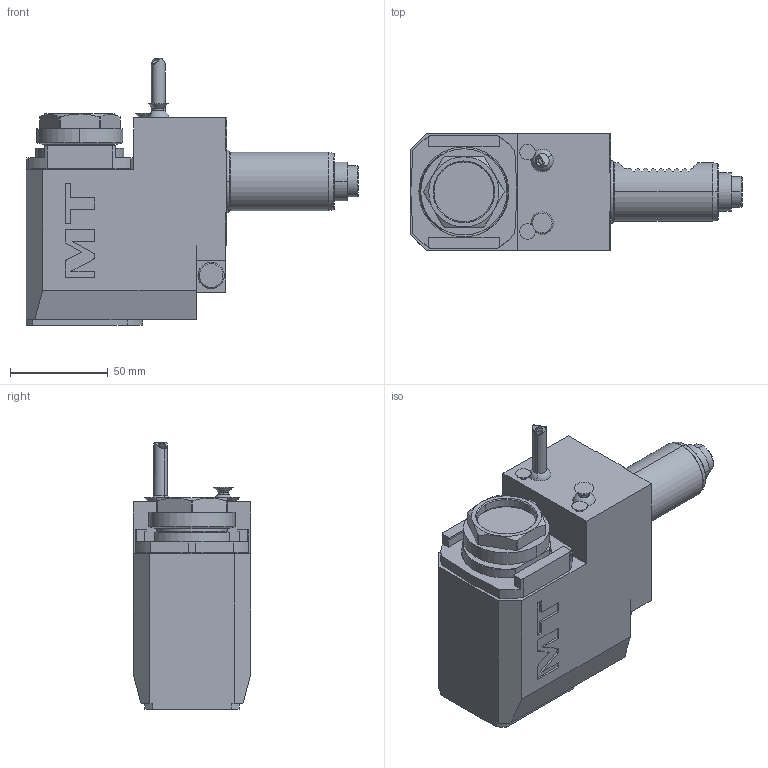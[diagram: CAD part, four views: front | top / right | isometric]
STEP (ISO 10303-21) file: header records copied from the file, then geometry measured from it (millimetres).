
FILE_DESCRIPTION((''),'2;1');
FILE_NAME('SAU0640132_CONF','2023-11-16T15:08:38',('smalpassi'),('M.T. srl'),'CREO PARAMETRIC BY PTC INC, 2021072','CREO PARAMETRIC BY PTC INC, 2021072','');
FILE_SCHEMA(('CONFIG_CONTROL_DESIGN'));
Length unit declared in the file: millimetre
Products named in the file (1): SAU0640132_CONF
Bounding box: 169.5 x 60 x 136.35 mm (x, y, z)
Volume: 604898.5 mm3; surface area: 66689.3 mm2
Topology: 2 solids, 2 shells, 308 faces, 774 edges, 502 vertices
Faces by surface type: plane 161, cylinder 86, cone 38, torus 16, extrusion 4, sphere 3
Entity records: 9835 total; most frequent: CARTESIAN_POINT 2328, ORIENTED_EDGE 1548, DIRECTION 1546, EDGE_CURVE 774, AXIS2_PLACEMENT_3D 547, VERTEX_POINT 502, VECTOR 452, LINE 448
